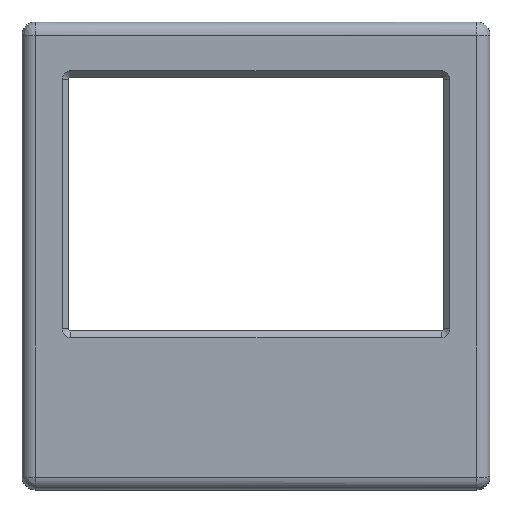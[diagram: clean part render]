
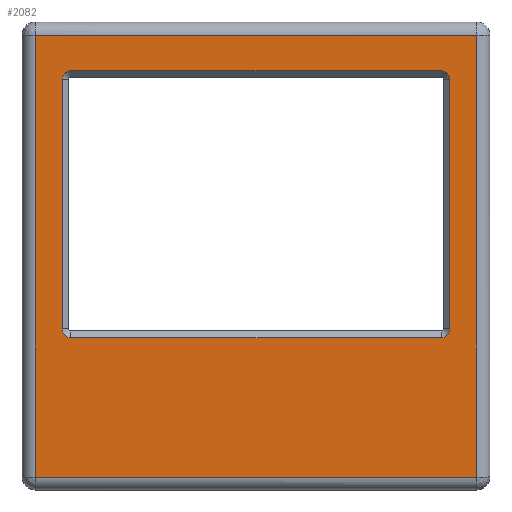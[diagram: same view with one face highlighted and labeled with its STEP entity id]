
A CAD part, top view. The second image highlights one B-rep face of the part: STEP entity #2082.
In plain terms, the highlighted planar face has unit normal (0, -0.037, 0.999).
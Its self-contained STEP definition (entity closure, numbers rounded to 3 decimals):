
#521 = VERTEX_POINT('',#522);
#522 = CARTESIAN_POINT('',(50.5,49.888,29.884));
#536 = VERTEX_POINT('',#537);
#537 = CARTESIAN_POINT('',(-50.5,49.888,29.884));
#544 = EDGE_CURVE('',#521,#536,#545,.T.);
#545 = LINE('',#546,#547);
#546 = CARTESIAN_POINT('',(50.5,49.888,29.884));
#547 = VECTOR('',#548,1.);
#548 = DIRECTION('',(-1.,0.,0.));
#2082 = ADVANCED_FACE('',(#2083,#2153),#2178,.F.);
#2083 = FACE_BOUND('',#2084,.F.);
#2084 = EDGE_LOOP('',(#2085,#2096,#2104,#2113,#2121,#2130,#2138,#2147));
#2085 = ORIENTED_EDGE('',*,*,#2086,.T.);
#2086 = EDGE_CURVE('',#2087,#2089,#2091,.T.);
#2087 = VERTEX_POINT('',#2088);
#2088 = CARTESIAN_POINT('',(-42.36,41.824,29.582));
#2089 = VERTEX_POINT('',#2090);
#2090 = CARTESIAN_POINT('',(-44.36,39.825,29.507));
#2091 = CIRCLE('',#2092,2.);
#2092 = AXIS2_PLACEMENT_3D('',#2093,#2094,#2095);
#2093 = CARTESIAN_POINT('',(-42.36,39.825,29.507));
#2094 = DIRECTION('',(0.,-0.037,0.999));
#2095 = DIRECTION('',(0.,0.999,0.037));
#2096 = ORIENTED_EDGE('',*,*,#2097,.T.);
#2097 = EDGE_CURVE('',#2089,#2098,#2100,.T.);
#2098 = VERTEX_POINT('',#2099);
#2099 = CARTESIAN_POINT('',(-44.36,-17.215,27.375));
#2100 = LINE('',#2101,#2102);
#2101 = CARTESIAN_POINT('',(-44.36,39.825,29.507));
#2102 = VECTOR('',#2103,1.);
#2103 = DIRECTION('',(0.,-0.999,-0.037));
#2104 = ORIENTED_EDGE('',*,*,#2105,.T.);
#2105 = EDGE_CURVE('',#2098,#2106,#2108,.T.);
#2106 = VERTEX_POINT('',#2107);
#2107 = CARTESIAN_POINT('',(-42.36,-19.213,27.3));
#2108 = CIRCLE('',#2109,2.);
#2109 = AXIS2_PLACEMENT_3D('',#2110,#2111,#2112);
#2110 = CARTESIAN_POINT('',(-42.36,-17.215,27.375));
#2111 = DIRECTION('',(0.,-0.037,0.999));
#2112 = DIRECTION('',(-1.,0.,0.));
#2113 = ORIENTED_EDGE('',*,*,#2114,.T.);
#2114 = EDGE_CURVE('',#2106,#2115,#2117,.T.);
#2115 = VERTEX_POINT('',#2116);
#2116 = CARTESIAN_POINT('',(42.36,-19.213,27.3));
#2117 = LINE('',#2118,#2119);
#2118 = CARTESIAN_POINT('',(-42.36,-19.213,27.3));
#2119 = VECTOR('',#2120,1.);
#2120 = DIRECTION('',(1.,0.,0.));
#2121 = ORIENTED_EDGE('',*,*,#2122,.T.);
#2122 = EDGE_CURVE('',#2115,#2123,#2125,.T.);
#2123 = VERTEX_POINT('',#2124);
#2124 = CARTESIAN_POINT('',(44.36,-17.215,27.375));
#2125 = CIRCLE('',#2126,2.);
#2126 = AXIS2_PLACEMENT_3D('',#2127,#2128,#2129);
#2127 = CARTESIAN_POINT('',(42.36,-17.215,27.375));
#2128 = DIRECTION('',(0.,-0.037,0.999));
#2129 = DIRECTION('',(0.,-0.999,-0.037));
#2130 = ORIENTED_EDGE('',*,*,#2131,.T.);
#2131 = EDGE_CURVE('',#2123,#2132,#2134,.T.);
#2132 = VERTEX_POINT('',#2133);
#2133 = CARTESIAN_POINT('',(44.36,39.825,29.507));
#2134 = LINE('',#2135,#2136);
#2135 = CARTESIAN_POINT('',(44.36,-17.215,27.375));
#2136 = VECTOR('',#2137,1.);
#2137 = DIRECTION('',(0.,0.999,0.037));
#2138 = ORIENTED_EDGE('',*,*,#2139,.T.);
#2139 = EDGE_CURVE('',#2132,#2140,#2142,.T.);
#2140 = VERTEX_POINT('',#2141);
#2141 = CARTESIAN_POINT('',(42.36,41.824,29.582));
#2142 = CIRCLE('',#2143,2.);
#2143 = AXIS2_PLACEMENT_3D('',#2144,#2145,#2146);
#2144 = CARTESIAN_POINT('',(42.36,39.825,29.507));
#2145 = DIRECTION('',(0.,-0.037,0.999));
#2146 = DIRECTION('',(1.,0.,0.));
#2147 = ORIENTED_EDGE('',*,*,#2148,.T.);
#2148 = EDGE_CURVE('',#2140,#2087,#2149,.T.);
#2149 = LINE('',#2150,#2151);
#2150 = CARTESIAN_POINT('',(42.36,41.824,29.582));
#2151 = VECTOR('',#2152,1.);
#2152 = DIRECTION('',(-1.,0.,0.));
#2153 = FACE_BOUND('',#2154,.F.);
#2154 = EDGE_LOOP('',(#2155,#2163,#2164,#2172));
#2155 = ORIENTED_EDGE('',*,*,#2156,.F.);
#2156 = EDGE_CURVE('',#536,#2157,#2159,.T.);
#2157 = VERTEX_POINT('',#2158);
#2158 = CARTESIAN_POINT('',(-50.5,-51.112,26.108));
#2159 = LINE('',#2160,#2161);
#2160 = CARTESIAN_POINT('',(-50.5,50.,29.888));
#2161 = VECTOR('',#2162,1.);
#2162 = DIRECTION('',(0.,-0.999,-0.037));
#2163 = ORIENTED_EDGE('',*,*,#544,.F.);
#2164 = ORIENTED_EDGE('',*,*,#2165,.F.);
#2165 = EDGE_CURVE('',#2166,#521,#2168,.T.);
#2166 = VERTEX_POINT('',#2167);
#2167 = CARTESIAN_POINT('',(50.5,-51.112,26.108));
#2168 = LINE('',#2169,#2170);
#2169 = CARTESIAN_POINT('',(50.5,-51.,26.112));
#2170 = VECTOR('',#2171,1.);
#2171 = DIRECTION('',(0.,0.999,0.037));
#2172 = ORIENTED_EDGE('',*,*,#2173,.F.);
#2173 = EDGE_CURVE('',#2157,#2166,#2174,.T.);
#2174 = LINE('',#2175,#2176);
#2175 = CARTESIAN_POINT('',(-50.5,-51.112,26.108));
#2176 = VECTOR('',#2177,1.);
#2177 = DIRECTION('',(1.,0.,0.));
#2178 = PLANE('',#2179);
#2179 = AXIS2_PLACEMENT_3D('',#2180,#2181,#2182);
#2180 = CARTESIAN_POINT('',(-53.5,53.,30.));
#2181 = DIRECTION('',(0.,0.037,-0.999));
#2182 = DIRECTION('',(0.,-0.999,-0.037));
